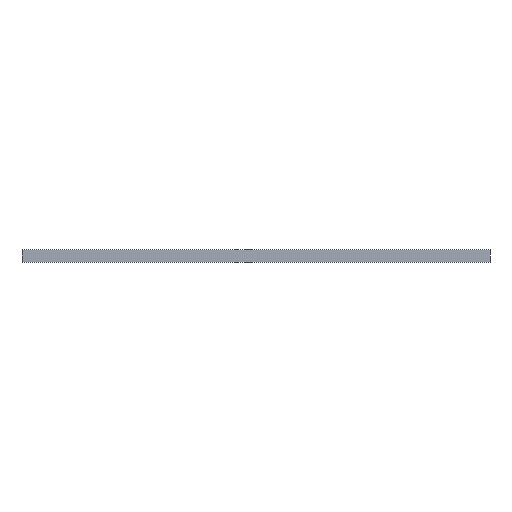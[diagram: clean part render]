
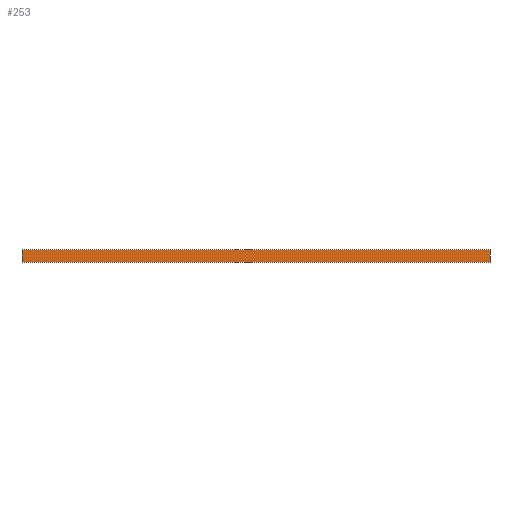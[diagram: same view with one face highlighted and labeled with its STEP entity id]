
A CAD part, front view. The second image highlights one B-rep face of the part: STEP entity #253.
In plain terms, the highlighted planar face has unit normal (0, -1, 0).
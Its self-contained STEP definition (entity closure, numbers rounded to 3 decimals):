
#12 = VECTOR ( 'NONE', #291, 1000. ) ;
#14 = FACE_OUTER_BOUND ( 'NONE', #284, .T. ) ;
#15 = CARTESIAN_POINT ( 'NONE',  ( -1492.5, 0., 78. ) ) ;
#20 = EDGE_CURVE ( 'NONE', #337, #231, #350, .T. ) ;
#34 = LINE ( 'NONE', #255, #219 ) ;
#39 = VECTOR ( 'NONE', #250, 1000. ) ;
#46 = LINE ( 'NONE', #60, #12 ) ;
#52 = VERTEX_POINT ( 'NONE', #172 ) ;
#60 = CARTESIAN_POINT ( 'NONE',  ( 1492.5, 0., 78. ) ) ;
#74 = ORIENTED_EDGE ( 'NONE', *, *, #213, .F. ) ;
#90 = DIRECTION ( 'NONE',  ( -1., 0., 0. ) ) ;
#93 = CARTESIAN_POINT ( 'NONE',  ( -1492.5, 0., 78. ) ) ;
#104 = ORIENTED_EDGE ( 'NONE', *, *, #204, .F. ) ;
#105 = ORIENTED_EDGE ( 'NONE', *, *, #20, .T. ) ;
#120 = CARTESIAN_POINT ( 'NONE',  ( 0., 0., -1. ) ) ;
#121 = VERTEX_POINT ( 'NONE', #285 ) ;
#124 = AXIS2_PLACEMENT_3D ( 'NONE', #93, #126, #317 ) ;
#126 = DIRECTION ( 'NONE',  ( 0., -1., 0. ) ) ;
#127 = VECTOR ( 'NONE', #90, 1000. ) ;
#172 = CARTESIAN_POINT ( 'NONE',  ( 1492.5, 0., -1. ) ) ;
#178 = EDGE_CURVE ( 'NONE', #121, #52, #46, .T. ) ;
#181 = LINE ( 'NONE', #120, #127 ) ;
#186 = ORIENTED_EDGE ( 'NONE', *, *, #178, .F. ) ;
#204 = EDGE_CURVE ( 'NONE', #337, #121, #34, .T. ) ;
#213 = EDGE_CURVE ( 'NONE', #52, #231, #181, .T. ) ;
#219 = VECTOR ( 'NONE', #314, 1000. ) ;
#231 = VERTEX_POINT ( 'NONE', #312 ) ;
#250 = DIRECTION ( 'NONE',  ( 0., 0., -1. ) ) ;
#253 = ADVANCED_FACE ( 'NONE', ( #14 ), #292, .T. ) ;
#255 = CARTESIAN_POINT ( 'NONE',  ( 0., 0., 79. ) ) ;
#284 = EDGE_LOOP ( 'NONE', ( #105, #74, #186, #104 ) ) ;
#285 = CARTESIAN_POINT ( 'NONE',  ( 1492.5, 0., 79. ) ) ;
#291 = DIRECTION ( 'NONE',  ( 0., 0., -1. ) ) ;
#292 = PLANE ( 'NONE',  #124 ) ;
#312 = CARTESIAN_POINT ( 'NONE',  ( -1492.5, 0., -1. ) ) ;
#314 = DIRECTION ( 'NONE',  ( 1., 0., 0. ) ) ;
#317 = DIRECTION ( 'NONE',  ( 0., 0., -1. ) ) ;
#337 = VERTEX_POINT ( 'NONE', #369 ) ;
#350 = LINE ( 'NONE', #15, #39 ) ;
#369 = CARTESIAN_POINT ( 'NONE',  ( -1492.5, 0., 79. ) ) ;
